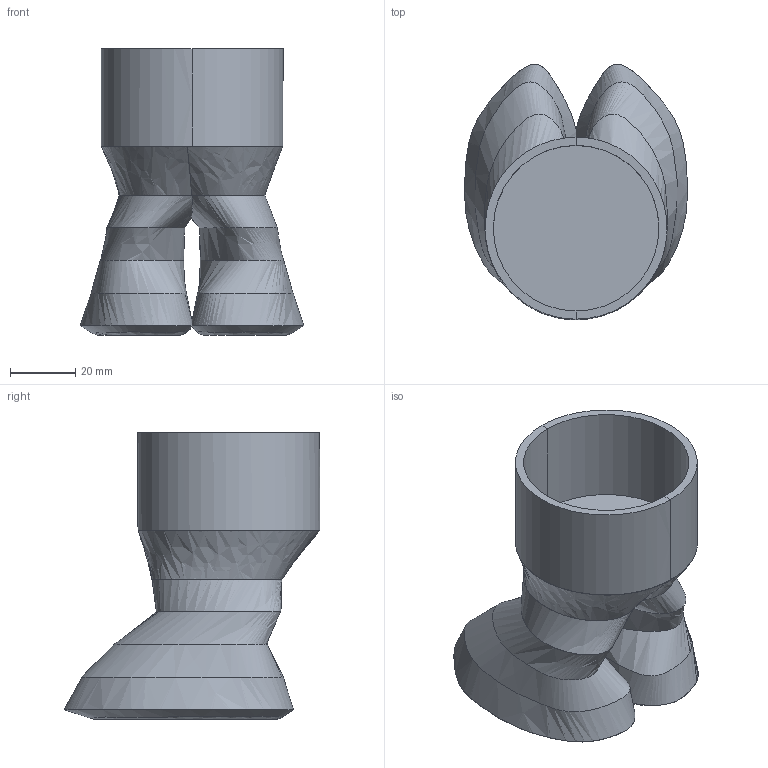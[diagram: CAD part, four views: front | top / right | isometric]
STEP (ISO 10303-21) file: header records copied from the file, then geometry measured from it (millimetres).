
FILE_DESCRIPTION(/* description */ ('STEP AP242','CAx-IF Rec.Pracs.---Representation and Presentation of Product Manufacturing Information (PMI)---4.0---2014-10-13','CAx-IF Rec.Pracs.---3D Tessellated Geometry---0.4---2014-09-14','2;1'),/* implementation_level */ '2;1');
FILE_NAME(/* name */ '66e47798fa5271160f4ad37e',/* time_stamp */ '2024-09-13T17:34:17Z',/* author */ (''),/* organization */ (''),/* preprocessor_version */ 'ST-DEVELOPER v20',/* originating_system */ ' ',/* authorisation */ ' ');
FILE_SCHEMA (('AP242_MANAGED_MODEL_BASED_3D_ENGINEERING_MIM_LF { 1 0 10303 442 1 1 4 }'));
Length unit declared in the file: metre
Products named in the file (12): Part 1; Part 2; Part 3; Part 4; Part 5; Part 6; Part 7; Part 8; Part 9; Part 10; Part 11; Part 12
Bounding box: 68.54 x 78.49 x 88 mm (x, y, z)
Volume: 317683 mm3; surface area: 81867.5 mm2
Topology: 12 solids, 12 shells, 62 faces, 110 edges, 70 vertices
Faces by surface type: plane 30, bspline 28, cylinder 4
Entity records: 14974 total; most frequent: CARTESIAN_POINT 13762, ORIENTED_EDGE 152, DIRECTION 152, EDGE_LOOP 90, FACE_BOUND 90, EDGE_CURVE 76, AXIS2_PLACEMENT_3D 70, VERTEX_POINT 62
